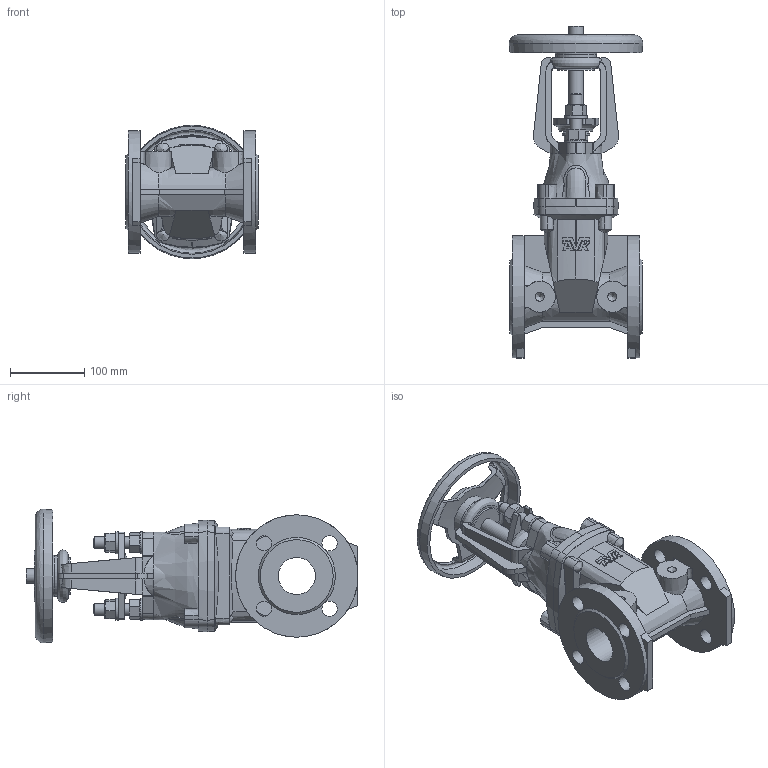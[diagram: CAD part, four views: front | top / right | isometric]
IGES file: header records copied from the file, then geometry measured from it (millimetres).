
Start section: SolidWorks IGES file using analytic representation for surfaces
Global section: file name: O_45_56_DN050_X1_AA2_igs.igs; native system: SolidWorks 2012; preprocessor: SolidWorks 2012; author: pbm; date: 150825.112728; units: millimetre
Bounding box: 180 x 447.5 x 180 mm (x, y, z)
Surface area: 371441.8 mm2 (no closed solid volume)
Topology: 0 solids, 0 shells, 495 faces, 2785 edges, 2711 vertices
Faces by surface type: revolution 256, bspline 239
